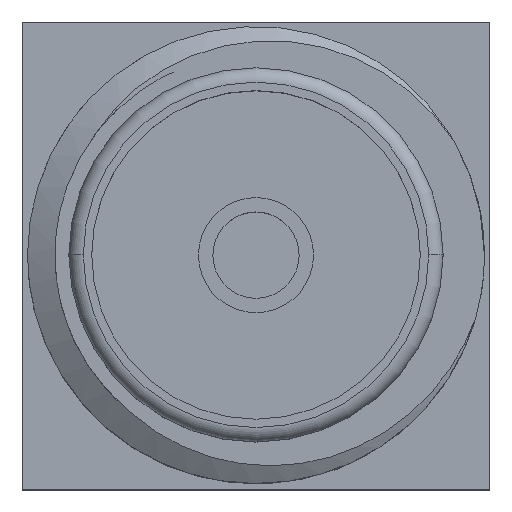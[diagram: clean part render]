
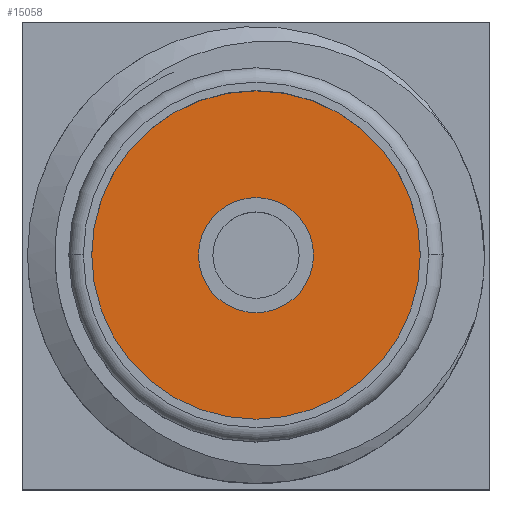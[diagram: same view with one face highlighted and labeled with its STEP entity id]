
A CAD part, top view. The second image highlights one B-rep face of the part: STEP entity #15058.
In plain terms, the highlighted planar face has unit normal (0, 0, 1).
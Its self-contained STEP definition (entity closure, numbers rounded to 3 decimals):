
#1160 = VERTEX_POINT ( 'NONE', #1736 ) ;
#1450 = ORIENTED_EDGE ( 'NONE', *, *, #7379, .T. ) ;
#1673 = DIRECTION ( 'NONE',  ( 1., 0., 0. ) ) ;
#1736 = CARTESIAN_POINT ( 'NONE',  ( -0.6, 0., 7.8 ) ) ;
#1929 = FACE_BOUND ( 'NONE', #5188, .T. ) ;
#2020 = AXIS2_PLACEMENT_3D ( 'NONE', #8435, #13417, #10736 ) ;
#2433 = AXIS2_PLACEMENT_3D ( 'NONE', #7581, #5443, #1673 ) ;
#2468 = EDGE_CURVE ( 'NONE', #5295, #15084, #2829, .T. ) ;
#2829 = CIRCLE ( 'NONE', #7277, 2.283 ) ;
#2973 = DIRECTION ( 'NONE',  ( 0., 0., 1. ) ) ;
#4833 = EDGE_LOOP ( 'NONE', ( #1450, #8533 ) ) ;
#5188 = EDGE_LOOP ( 'NONE', ( #9051, #11866 ) ) ;
#5295 = VERTEX_POINT ( 'NONE', #15029 ) ;
#5373 = FACE_OUTER_BOUND ( 'NONE', #4833, .T. ) ;
#5443 = DIRECTION ( 'NONE',  ( 0., 0., 1. ) ) ;
#7277 = AXIS2_PLACEMENT_3D ( 'NONE', #10848, #12269, #13681 ) ;
#7379 = EDGE_CURVE ( 'NONE', #15084, #5295, #15594, .T. ) ;
#7581 = CARTESIAN_POINT ( 'NONE',  ( 0., 0., 7.8 ) ) ;
#8435 = CARTESIAN_POINT ( 'NONE',  ( 0., 0., 7.8 ) ) ;
#8469 = EDGE_CURVE ( 'NONE', #1160, #10742, #13149, .T. ) ;
#8533 = ORIENTED_EDGE ( 'NONE', *, *, #2468, .T. ) ;
#9051 = ORIENTED_EDGE ( 'NONE', *, *, #10699, .F. ) ;
#9744 = AXIS2_PLACEMENT_3D ( 'NONE', #14143, #2973, #14062 ) ;
#10265 = CIRCLE ( 'NONE', #2433, 0.6 ) ;
#10361 = PLANE ( 'NONE',  #13974 ) ;
#10699 = EDGE_CURVE ( 'NONE', #10742, #1160, #10265, .T. ) ;
#10736 = DIRECTION ( 'NONE',  ( 1., 0., 0. ) ) ;
#10742 = VERTEX_POINT ( 'NONE', #15071 ) ;
#10848 = CARTESIAN_POINT ( 'NONE',  ( 0., 0., 7.8 ) ) ;
#10938 = CARTESIAN_POINT ( 'NONE',  ( 0., 0., 7.8 ) ) ;
#11022 = CARTESIAN_POINT ( 'NONE',  ( 2.283, 0., 7.8 ) ) ;
#11866 = ORIENTED_EDGE ( 'NONE', *, *, #8469, .F. ) ;
#12269 = DIRECTION ( 'NONE',  ( 0., 0., 1. ) ) ;
#13149 = CIRCLE ( 'NONE', #9744, 0.6 ) ;
#13311 = DIRECTION ( 'NONE',  ( 1., 0., 0. ) ) ;
#13417 = DIRECTION ( 'NONE',  ( 0., 0., 1. ) ) ;
#13681 = DIRECTION ( 'NONE',  ( 1., 0., 0. ) ) ;
#13974 = AXIS2_PLACEMENT_3D ( 'NONE', #10938, #14584, #13311 ) ;
#14062 = DIRECTION ( 'NONE',  ( 1., 0., 0. ) ) ;
#14143 = CARTESIAN_POINT ( 'NONE',  ( 0., 0., 7.8 ) ) ;
#14584 = DIRECTION ( 'NONE',  ( 0., 0., 1. ) ) ;
#15029 = CARTESIAN_POINT ( 'NONE',  ( -2.283, 0., 7.8 ) ) ;
#15058 = ADVANCED_FACE ( 'NONE', ( #1929, #5373 ), #10361, .T. ) ;
#15071 = CARTESIAN_POINT ( 'NONE',  ( 0.6, 0., 7.8 ) ) ;
#15084 = VERTEX_POINT ( 'NONE', #11022 ) ;
#15594 = CIRCLE ( 'NONE', #2020, 2.283 ) ;
